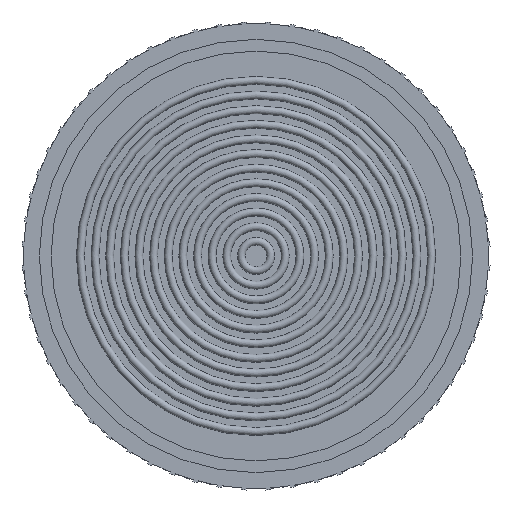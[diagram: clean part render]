
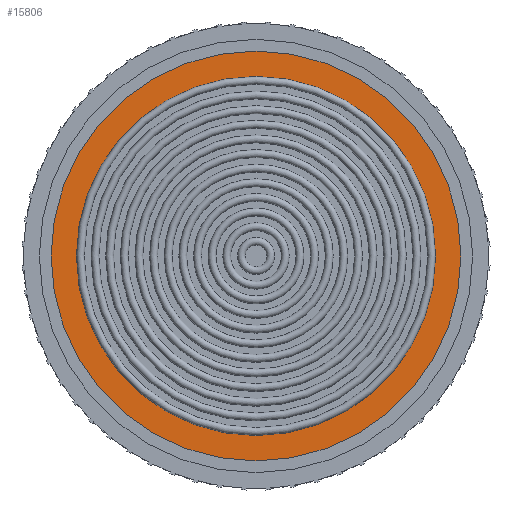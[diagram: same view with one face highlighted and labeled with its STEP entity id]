
A CAD part, left-side view. The second image highlights one B-rep face of the part: STEP entity #15806.
In plain terms, the highlighted planar face has unit normal (-1, 0, 0).
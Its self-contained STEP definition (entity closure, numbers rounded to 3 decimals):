
#38=FACE_BOUND('',#2056,.T.);
#1162=FACE_OUTER_BOUND('',#2055,.T.);
#2055=EDGE_LOOP('',(#14076));
#2056=EDGE_LOOP('',(#14077));
#2808=CIRCLE('',#17421,9.2);
#2809=CIRCLE('',#17423,10.5);
#7396=VERTEX_POINT('',#26861);
#7397=VERTEX_POINT('',#26864);
#9704=EDGE_CURVE('',#7396,#7396,#2808,.T.);
#9705=EDGE_CURVE('',#7397,#7397,#2809,.T.);
#14076=ORIENTED_EDGE('',*,*,#9705,.F.);
#14077=ORIENTED_EDGE('',*,*,#9704,.T.);
#14938=PLANE('',#17422);
#15806=ADVANCED_FACE('',(#1162,#38),#14938,.T.);
#17421=AXIS2_PLACEMENT_3D('',#26862,#22209,#22210);
#17422=AXIS2_PLACEMENT_3D('',#26863,#22211,#22212);
#17423=AXIS2_PLACEMENT_3D('',#26865,#22213,#22214);
#22209=DIRECTION('center_axis',(1.,0.,0.));
#22210=DIRECTION('ref_axis',(0.,1.,0.));
#22211=DIRECTION('center_axis',(-1.,0.,0.));
#22212=DIRECTION('ref_axis',(0.,0.,1.));
#22213=DIRECTION('center_axis',(1.,0.,0.));
#22214=DIRECTION('ref_axis',(0.,1.,0.));
#26861=CARTESIAN_POINT('',(4.824,9.263,0.));
#26862=CARTESIAN_POINT('Origin',(4.824,0.063,0.));
#26863=CARTESIAN_POINT('Origin',(4.824,9.913,0.));
#26864=CARTESIAN_POINT('',(4.824,10.563,0.));
#26865=CARTESIAN_POINT('Origin',(4.824,0.063,0.));
